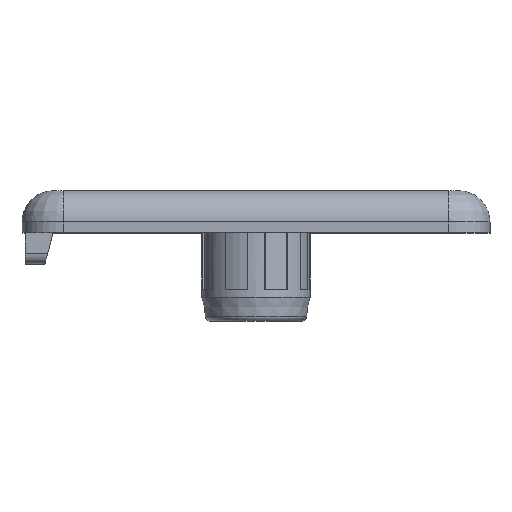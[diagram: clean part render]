
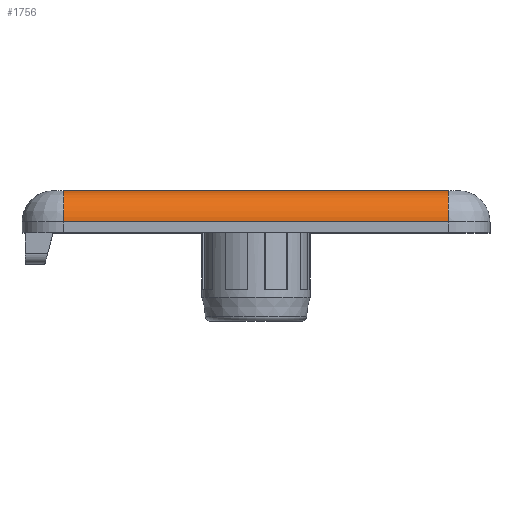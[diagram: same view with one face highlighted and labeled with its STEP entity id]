
A CAD part, top view. The second image highlights one B-rep face of the part: STEP entity #1756.
In plain terms, the highlighted cylindrical face has radius 3 mm (diameter 6 mm), a partial arc.
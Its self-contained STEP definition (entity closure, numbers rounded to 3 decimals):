
#806 = PLANE('',#807);
#807 = AXIS2_PLACEMENT_3D('',#808,#809,#810);
#808 = CARTESIAN_POINT('',(-18.5,-4.,22.5));
#809 = DIRECTION('',(0.,0.,1.));
#810 = DIRECTION('',(1.,0.,-0.));
#1119 = VERTEX_POINT('',#1120);
#1120 = CARTESIAN_POINT('',(-18.5,-3.,22.5));
#1156 = SURFACE_OF_REVOLUTION('',#1157,#1170);
#1157 = B_SPLINE_CURVE_WITH_KNOTS('',6,(#1158,#1159,#1160,#1161,#1162,
    #1163,#1164,#1165,#1166,#1167,#1168,#1169),.UNSPECIFIED.,.F.,.F.,(7,
    5,7),(0.,0.785,1.571),
  .UNSPECIFIED.);
#1158 = CARTESIAN_POINT('',(-18.5,-3.,22.5));
#1159 = CARTESIAN_POINT('',(-18.5,-2.607,22.5));
#1160 = CARTESIAN_POINT('',(-18.5,-2.215,22.438));
#1161 = CARTESIAN_POINT('',(-18.5,-1.834,22.315));
#1162 = CARTESIAN_POINT('',(-18.5,-1.478,22.133));
#1163 = CARTESIAN_POINT('',(-18.5,-1.156,21.899));
#1164 = CARTESIAN_POINT('',(-18.5,-0.601,21.344));
#1165 = CARTESIAN_POINT('',(-18.5,-0.367,21.022));
#1166 = CARTESIAN_POINT('',(-18.5,-0.185,20.666));
#1167 = CARTESIAN_POINT('',(-18.5,-0.062,20.285));
#1168 = CARTESIAN_POINT('',(-18.5,0.,19.893));
#1169 = CARTESIAN_POINT('',(-18.5,0.,19.5));
#1170 = AXIS1_PLACEMENT('',#1171,#1172);
#1171 = CARTESIAN_POINT('',(-18.5,-3.,18.5));
#1172 = DIRECTION('',(0.,1.,0.));
#1186 = VERTEX_POINT('',#1187);
#1187 = CARTESIAN_POINT('',(18.5,-3.,22.5));
#1208 = EDGE_CURVE('',#1119,#1186,#1209,.T.);
#1209 = SURFACE_CURVE('',#1210,(#1214,#1221),.PCURVE_S1.);
#1210 = LINE('',#1211,#1212);
#1211 = CARTESIAN_POINT('',(-18.5,-3.,22.5));
#1212 = VECTOR('',#1213,1.);
#1213 = DIRECTION('',(1.,0.,0.));
#1214 = PCURVE('',#806,#1215);
#1215 = DEFINITIONAL_REPRESENTATION('',(#1216),#1220);
#1216 = LINE('',#1217,#1218);
#1217 = CARTESIAN_POINT('',(0.,1.));
#1218 = VECTOR('',#1219,1.);
#1219 = DIRECTION('',(1.,0.));
#1220 = ( GEOMETRIC_REPRESENTATION_CONTEXT(2) 
PARAMETRIC_REPRESENTATION_CONTEXT() REPRESENTATION_CONTEXT('2D SPACE',''
  ) );
#1221 = PCURVE('',#1222,#1227);
#1222 = CYLINDRICAL_SURFACE('',#1223,3.);
#1223 = AXIS2_PLACEMENT_3D('',#1224,#1225,#1226);
#1224 = CARTESIAN_POINT('',(-18.5,-3.,19.5));
#1225 = DIRECTION('',(1.,0.,0.));
#1226 = DIRECTION('',(0.,0.,-1.));
#1227 = DEFINITIONAL_REPRESENTATION('',(#1228),#1232);
#1228 = LINE('',#1229,#1230);
#1229 = CARTESIAN_POINT('',(3.142,0.));
#1230 = VECTOR('',#1231,1.);
#1231 = DIRECTION('',(0.,1.));
#1232 = ( GEOMETRIC_REPRESENTATION_CONTEXT(2) 
PARAMETRIC_REPRESENTATION_CONTEXT() REPRESENTATION_CONTEXT('2D SPACE',''
  ) );
#1277 = SURFACE_OF_REVOLUTION('',#1278,#1291);
#1278 = B_SPLINE_CURVE_WITH_KNOTS('',6,(#1279,#1280,#1281,#1282,#1283,
    #1284,#1285,#1286,#1287,#1288,#1289,#1290),.UNSPECIFIED.,.F.,.F.,(7,
    5,7),(0.,0.785,1.571),
  .UNSPECIFIED.);
#1279 = CARTESIAN_POINT('',(18.5,-3.,22.5));
#1280 = CARTESIAN_POINT('',(18.5,-2.607,22.5));
#1281 = CARTESIAN_POINT('',(18.5,-2.215,22.438));
#1282 = CARTESIAN_POINT('',(18.5,-1.834,22.315));
#1283 = CARTESIAN_POINT('',(18.5,-1.478,22.133));
#1284 = CARTESIAN_POINT('',(18.5,-1.156,21.899));
#1285 = CARTESIAN_POINT('',(18.5,-0.601,21.344));
#1286 = CARTESIAN_POINT('',(18.5,-0.367,21.022));
#1287 = CARTESIAN_POINT('',(18.5,-0.185,20.666));
#1288 = CARTESIAN_POINT('',(18.5,-0.062,20.285));
#1289 = CARTESIAN_POINT('',(18.5,0.,19.893));
#1290 = CARTESIAN_POINT('',(18.5,0.,19.5));
#1291 = AXIS1_PLACEMENT('',#1292,#1293);
#1292 = CARTESIAN_POINT('',(18.5,-3.,18.5));
#1293 = DIRECTION('',(0.,1.,0.));
#1460 = VERTEX_POINT('',#1461);
#1461 = CARTESIAN_POINT('',(18.5,0.,19.5));
#1471 = PLANE('',#1472);
#1472 = AXIS2_PLACEMENT_3D('',#1473,#1474,#1475);
#1473 = CARTESIAN_POINT('',(-18.5,0.,-18.5));
#1474 = DIRECTION('',(0.,1.,0.));
#1475 = DIRECTION('',(0.,-0.,1.));
#1608 = VERTEX_POINT('',#1609);
#1609 = CARTESIAN_POINT('',(-18.5,0.,19.5));
#1631 = EDGE_CURVE('',#1608,#1460,#1632,.T.);
#1632 = SURFACE_CURVE('',#1633,(#1637,#1644),.PCURVE_S1.);
#1633 = LINE('',#1634,#1635);
#1634 = CARTESIAN_POINT('',(-18.5,0.,19.5));
#1635 = VECTOR('',#1636,1.);
#1636 = DIRECTION('',(1.,0.,0.));
#1637 = PCURVE('',#1471,#1638);
#1638 = DEFINITIONAL_REPRESENTATION('',(#1639),#1643);
#1639 = LINE('',#1640,#1641);
#1640 = CARTESIAN_POINT('',(38.,0.));
#1641 = VECTOR('',#1642,1.);
#1642 = DIRECTION('',(0.,1.));
#1643 = ( GEOMETRIC_REPRESENTATION_CONTEXT(2) 
PARAMETRIC_REPRESENTATION_CONTEXT() REPRESENTATION_CONTEXT('2D SPACE',''
  ) );
#1644 = PCURVE('',#1222,#1645);
#1645 = DEFINITIONAL_REPRESENTATION('',(#1646),#1650);
#1646 = LINE('',#1647,#1648);
#1647 = CARTESIAN_POINT('',(1.571,0.));
#1648 = VECTOR('',#1649,1.);
#1649 = DIRECTION('',(0.,1.));
#1650 = ( GEOMETRIC_REPRESENTATION_CONTEXT(2) 
PARAMETRIC_REPRESENTATION_CONTEXT() REPRESENTATION_CONTEXT('2D SPACE',''
  ) );
#1706 = EDGE_CURVE('',#1608,#1119,#1707,.T.);
#1707 = SURFACE_CURVE('',#1708,(#1713,#1720),.PCURVE_S1.);
#1708 = CIRCLE('',#1709,3.);
#1709 = AXIS2_PLACEMENT_3D('',#1710,#1711,#1712);
#1710 = CARTESIAN_POINT('',(-18.5,-3.,19.5));
#1711 = DIRECTION('',(1.,0.,0.));
#1712 = DIRECTION('',(0.,0.,-1.));
#1713 = PCURVE('',#1156,#1714);
#1714 = DEFINITIONAL_REPRESENTATION('',(#1715),#1719);
#1715 = LINE('',#1716,#1717);
#1716 = CARTESIAN_POINT('',(6.283,3.142));
#1717 = VECTOR('',#1718,1.);
#1718 = DIRECTION('',(0.,-1.));
#1719 = ( GEOMETRIC_REPRESENTATION_CONTEXT(2) 
PARAMETRIC_REPRESENTATION_CONTEXT() REPRESENTATION_CONTEXT('2D SPACE',''
  ) );
#1720 = PCURVE('',#1222,#1721);
#1721 = DEFINITIONAL_REPRESENTATION('',(#1722),#1726);
#1722 = LINE('',#1723,#1724);
#1723 = CARTESIAN_POINT('',(0.,0.));
#1724 = VECTOR('',#1725,1.);
#1725 = DIRECTION('',(1.,0.));
#1726 = ( GEOMETRIC_REPRESENTATION_CONTEXT(2) 
PARAMETRIC_REPRESENTATION_CONTEXT() REPRESENTATION_CONTEXT('2D SPACE',''
  ) );
#1756 = ADVANCED_FACE('',(#1757),#1222,.T.);
#1757 = FACE_BOUND('',#1758,.T.);
#1758 = EDGE_LOOP('',(#1759,#1760,#1761,#1783));
#1759 = ORIENTED_EDGE('',*,*,#1706,.T.);
#1760 = ORIENTED_EDGE('',*,*,#1208,.T.);
#1761 = ORIENTED_EDGE('',*,*,#1762,.F.);
#1762 = EDGE_CURVE('',#1460,#1186,#1763,.T.);
#1763 = SURFACE_CURVE('',#1764,(#1769,#1776),.PCURVE_S1.);
#1764 = CIRCLE('',#1765,3.);
#1765 = AXIS2_PLACEMENT_3D('',#1766,#1767,#1768);
#1766 = CARTESIAN_POINT('',(18.5,-3.,19.5));
#1767 = DIRECTION('',(1.,0.,0.));
#1768 = DIRECTION('',(0.,0.,-1.));
#1769 = PCURVE('',#1222,#1770);
#1770 = DEFINITIONAL_REPRESENTATION('',(#1771),#1775);
#1771 = LINE('',#1772,#1773);
#1772 = CARTESIAN_POINT('',(0.,37.));
#1773 = VECTOR('',#1774,1.);
#1774 = DIRECTION('',(1.,0.));
#1775 = ( GEOMETRIC_REPRESENTATION_CONTEXT(2) 
PARAMETRIC_REPRESENTATION_CONTEXT() REPRESENTATION_CONTEXT('2D SPACE',''
  ) );
#1776 = PCURVE('',#1277,#1777);
#1777 = DEFINITIONAL_REPRESENTATION('',(#1778),#1782);
#1778 = LINE('',#1779,#1780);
#1779 = CARTESIAN_POINT('',(0.,3.142));
#1780 = VECTOR('',#1781,1.);
#1781 = DIRECTION('',(0.,-1.));
#1782 = ( GEOMETRIC_REPRESENTATION_CONTEXT(2) 
PARAMETRIC_REPRESENTATION_CONTEXT() REPRESENTATION_CONTEXT('2D SPACE',''
  ) );
#1783 = ORIENTED_EDGE('',*,*,#1631,.F.);
